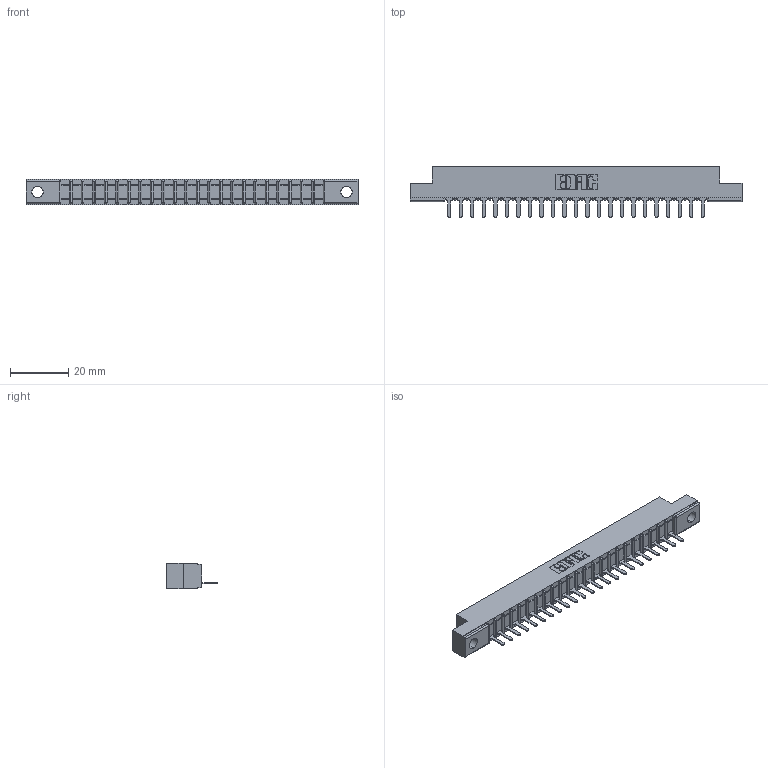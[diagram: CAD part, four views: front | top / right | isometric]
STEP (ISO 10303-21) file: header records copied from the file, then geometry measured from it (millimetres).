
FILE_DESCRIPTION (( 'STEP AP203' ), '1' );
FILE_NAME ('307-023-425-104.STEP', '2020-09-27T07:40:35', ( '' ), ( '' ), 'SwSTEP 2.0', 'SolidWorks 2020', '' );
FILE_SCHEMA (( 'CONFIG_CONTROL_DESIGN' ));
Length unit declared in the file: inch
Products named in the file (3): 307-290-001_525; 307-023-425-104; 307 Part_.156 Dia Mounting Holes
Assembly tree (24 placements, depth 2):
  307-023-425-104
    307 Part_.156 Dia Mounting Holes
    307-290-001_525  x23
Bounding box: 114.15 x 17.42 x 8.71 mm (x, y, z)
Volume: 7080.5 mm3; surface area: 10757.9 mm2
Topology: 24 solids, 24 shells, 1444 faces, 4085 edges, 2626 vertices
Faces by surface type: plane 935, cylinder 461, sphere 48
Entity records: 22446 total; most frequent: CARTESIAN_POINT 3778, ORIENTED_EDGE 3762, DIRECTION 3677, EDGE_CURVE 1881, VECTOR 1443, LINE 1443, VERTEX_POINT 1218, AXIS2_PLACEMENT_3D 1117
